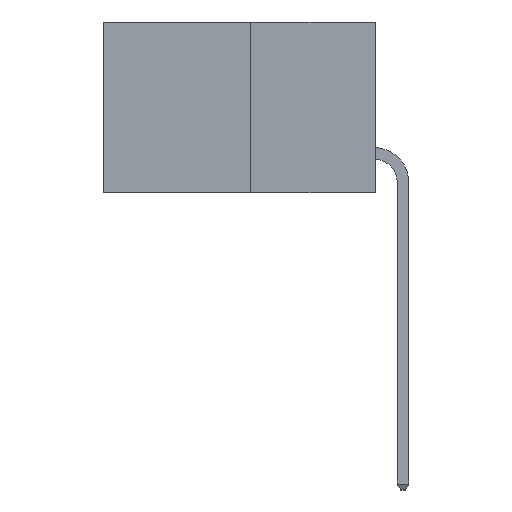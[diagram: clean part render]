
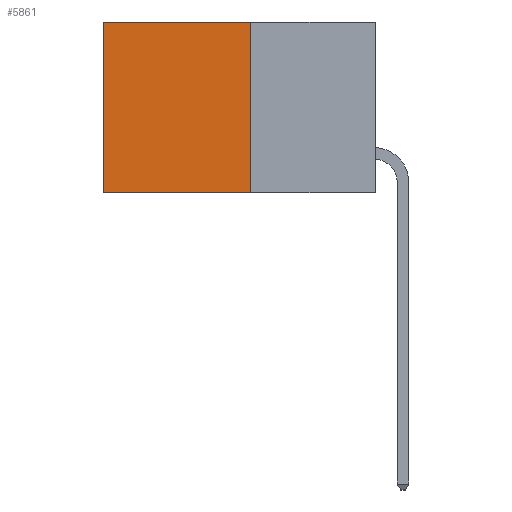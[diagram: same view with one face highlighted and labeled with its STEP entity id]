
A CAD part, left-side view. The second image highlights one B-rep face of the part: STEP entity #5861.
In plain terms, the highlighted planar face has unit normal (-1, 0, 0).
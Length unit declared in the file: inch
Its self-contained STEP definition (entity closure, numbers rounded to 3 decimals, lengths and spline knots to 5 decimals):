
#142 = VECTOR ( 'NONE', #2650, 39.37008 ) ;
#231 = CARTESIAN_POINT ( 'NONE',  ( 0.277, 0.59, 0. ) ) ;
#283 = CARTESIAN_POINT ( 'NONE',  ( 0.277, 0.27, -0.37 ) ) ;
#284 = CARTESIAN_POINT ( 'NONE',  ( 0.277, 0.27, 0. ) ) ;
#428 = LINE ( 'NONE', #283, #8120 ) ;
#475 = CARTESIAN_POINT ( 'NONE',  ( 0.277, 0.59, -0.37 ) ) ;
#635 = LINE ( 'NONE', #7359, #2847 ) ;
#683 = EDGE_CURVE ( 'NONE', #1131, #2011, #11574, .T. ) ;
#1131 = VERTEX_POINT ( 'NONE', #231 ) ;
#2011 = VERTEX_POINT ( 'NONE', #8071 ) ;
#2126 = EDGE_CURVE ( 'NONE', #11658, #1131, #6161, .T. ) ;
#2321 = CARTESIAN_POINT ( 'NONE',  ( 0.277, 0.27, -0.37 ) ) ;
#2324 = DIRECTION ( 'NONE',  ( 0., 0., -1. ) ) ;
#2512 = DIRECTION ( 'NONE',  ( 0., 1., 0. ) ) ;
#2650 = DIRECTION ( 'NONE',  ( 0., 1., 0. ) ) ;
#2702 = CARTESIAN_POINT ( 'NONE',  ( 0.277, 0.27, 0. ) ) ;
#2847 = VECTOR ( 'NONE', #2512, 39.37008 ) ;
#3001 = EDGE_CURVE ( 'NONE', #11658, #5714, #428, .T. ) ;
#4236 = PLANE ( 'NONE',  #8143 ) ;
#4323 = ORIENTED_EDGE ( 'NONE', *, *, #11094, .F. ) ;
#4837 = ORIENTED_EDGE ( 'NONE', *, *, #683, .T. ) ;
#4963 = CARTESIAN_POINT ( 'NONE',  ( 0.277, 0.27, -0.37 ) ) ;
#5201 = DIRECTION ( 'NONE',  ( 0., 0., -1. ) ) ;
#5693 = ORIENTED_EDGE ( 'NONE', *, *, #3001, .F. ) ;
#5703 = ORIENTED_EDGE ( 'NONE', *, *, #2126, .T. ) ;
#5714 = VERTEX_POINT ( 'NONE', #4963 ) ;
#5861 = ADVANCED_FACE ( 'NONE', ( #12102 ), #4236, .F. ) ;
#6161 = LINE ( 'NONE', #284, #142 ) ;
#7359 = CARTESIAN_POINT ( 'NONE',  ( 0.277, 0.27, -0.37 ) ) ;
#8071 = CARTESIAN_POINT ( 'NONE',  ( 0.277, 0.59, -0.37 ) ) ;
#8120 = VECTOR ( 'NONE', #9542, 39.37008 ) ;
#8143 = AXIS2_PLACEMENT_3D ( 'NONE', #2321, #10997, #5201 ) ;
#8485 = EDGE_LOOP ( 'NONE', ( #4837, #4323, #5693, #5703 ) ) ;
#9542 = DIRECTION ( 'NONE',  ( 0., 0., -1. ) ) ;
#10997 = DIRECTION ( 'NONE',  ( 1., 0., 0. ) ) ;
#11094 = EDGE_CURVE ( 'NONE', #5714, #2011, #635, .T. ) ;
#11574 = LINE ( 'NONE', #475, #11864 ) ;
#11658 = VERTEX_POINT ( 'NONE', #2702 ) ;
#11864 = VECTOR ( 'NONE', #2324, 39.37008 ) ;
#12102 = FACE_OUTER_BOUND ( 'NONE', #8485, .T. ) ;
